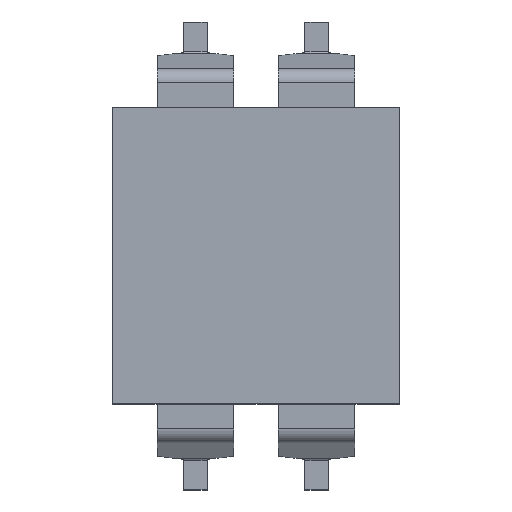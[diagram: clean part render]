
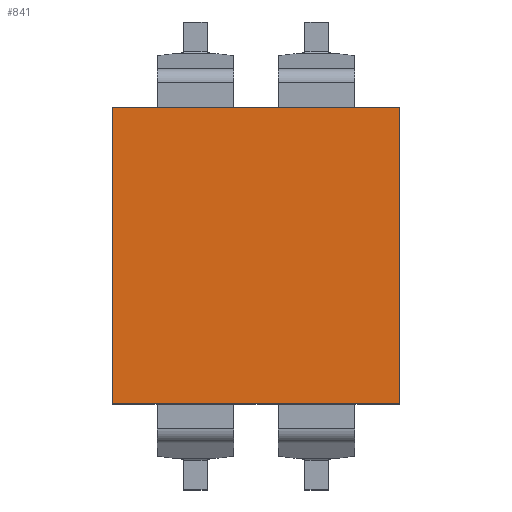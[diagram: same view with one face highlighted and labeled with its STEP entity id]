
A CAD part, top view. The second image highlights one B-rep face of the part: STEP entity #841.
In plain terms, the highlighted planar face has unit normal (0, 0, 1).
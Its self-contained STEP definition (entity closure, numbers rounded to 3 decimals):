
#841 = ADVANCED_FACE( '', ( #1646 ), #1647, .T. );
#1646 = FACE_OUTER_BOUND( '', #2490, .T. );
#1647 = PLANE( '', #2491 );
#2490 = EDGE_LOOP( '', ( #4544, #4545, #4546, #4547 ) );
#2491 = AXIS2_PLACEMENT_3D( '', #4548, #4549, #4550 );
#4544 = ORIENTED_EDGE( '', *, *, #5319, .T. );
#4545 = ORIENTED_EDGE( '', *, *, #5955, .T. );
#4546 = ORIENTED_EDGE( '', *, *, #5956, .T. );
#4547 = ORIENTED_EDGE( '', *, *, #5957, .T. );
#4548 = CARTESIAN_POINT( '', ( 0., 0., 0. ) );
#4549 = DIRECTION( '', ( 0., 0., 1. ) );
#4550 = DIRECTION( '', ( 1., 0., 0. ) );
#5319 = EDGE_CURVE( '', #6401, #6402, #6403, .T. );
#5955 = EDGE_CURVE( '', #6402, #7309, #7310, .T. );
#5956 = EDGE_CURVE( '', #7309, #7311, #7312, .T. );
#5957 = EDGE_CURVE( '', #7311, #6401, #7313, .T. );
#6401 = VERTEX_POINT( '', #8072 );
#6402 = VERTEX_POINT( '', #8073 );
#6403 = LINE( '', #8074, #8075 );
#7309 = VERTEX_POINT( '', #9518 );
#7310 = LINE( '', #9519, #9520 );
#7311 = VERTEX_POINT( '', #9521 );
#7312 = LINE( '', #9522, #9523 );
#7313 = LINE( '', #9524, #9525 );
#8072 = CARTESIAN_POINT( '', ( -3.01, 3.1, 0. ) );
#8073 = CARTESIAN_POINT( '', ( -3.01, -3.1, 0. ) );
#8074 = CARTESIAN_POINT( '', ( -3.01, 3.1, 0. ) );
#8075 = VECTOR( '', #9790, 1000. );
#9518 = CARTESIAN_POINT( '', ( 3.01, -3.1, 0. ) );
#9519 = CARTESIAN_POINT( '', ( -3.01, -3.1, 0. ) );
#9520 = VECTOR( '', #10335, 1000. );
#9521 = CARTESIAN_POINT( '', ( 3.01, 3.1, 0. ) );
#9522 = CARTESIAN_POINT( '', ( 3.01, -3.1, 0. ) );
#9523 = VECTOR( '', #10336, 1000. );
#9524 = CARTESIAN_POINT( '', ( 3.01, 3.1, 0. ) );
#9525 = VECTOR( '', #10337, 1000. );
#9790 = DIRECTION( '', ( 0., -1., 0. ) );
#10335 = DIRECTION( '', ( 1., 0., 0. ) );
#10336 = DIRECTION( '', ( 0., 1., 0. ) );
#10337 = DIRECTION( '', ( -1., 0., 0. ) );
